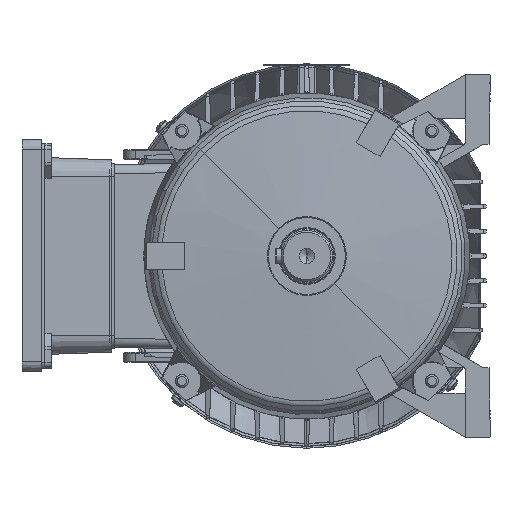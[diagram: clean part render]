
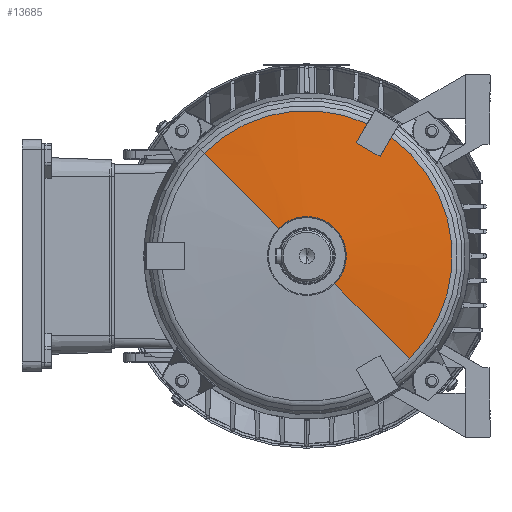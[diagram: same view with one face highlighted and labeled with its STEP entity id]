
A CAD part, left-side view. The second image highlights one B-rep face of the part: STEP entity #13685.
In plain terms, the highlighted conical face has half-angle 85.595 degrees and reference radius 21 mm.
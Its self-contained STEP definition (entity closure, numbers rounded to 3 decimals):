
#1443 = ORIENTED_EDGE ( 'NONE', *, *, #127358, .T. ) ;
#5169 = CARTESIAN_POINT ( 'NONE',  ( -3.575, 66.658, 10.096 ) ) ;
#9721 = EDGE_CURVE ( 'NONE', #68946, #133192, #81817, .T. ) ;
#10726 = CARTESIAN_POINT ( 'NONE',  ( -3.882, 66.64, 25.621 ) ) ;
#13685 = ADVANCED_FACE ( 'NONE', ( #44768 ), #97726, .T. ) ;
#15465 = CARTESIAN_POINT ( 'NONE',  ( -3.575, 62.776, 24.585 ) ) ;
#16016 = CARTESIAN_POINT ( 'NONE',  ( -3.882, 70.522, 11.132 ) ) ;
#16490 = CARTESIAN_POINT ( 'NONE',  ( -4.495, 0., 0. ) ) ;
#18875 = CARTESIAN_POINT ( 'NONE',  ( -3.533, 64.07, 19.756 ) ) ;
#19556 = CARTESIAN_POINT ( 'NONE',  ( -4.495, 78.251, 13.203 ) ) ;
#27168 = ORIENTED_EDGE ( 'NONE', *, *, #124054, .T. ) ;
#27598 = CARTESIAN_POINT ( 'NONE',  ( -4.495, 74.369, 27.692 ) ) ;
#29196 = AXIS2_PLACEMENT_3D ( 'NONE', #138295, #74057, #164018 ) ;
#33167 = EDGE_CURVE ( 'NONE', #133192, #104624, #155350, .T. ) ;
#33839 = CARTESIAN_POINT ( 'NONE',  ( -4.495, 74.369, 27.692 ) ) ;
#36038 = ORIENTED_EDGE ( 'NONE', *, *, #62516, .T. ) ;
#40156 = AXIS2_PLACEMENT_3D ( 'NONE', #43101, #55957, #108259 ) ;
#40552 = DIRECTION ( 'NONE',  ( 1., 0., 0. ) ) ;
#42575 = CARTESIAN_POINT ( 'NONE',  ( -4.188, 74.387, 12.167 ) ) ;
#43101 = CARTESIAN_POINT ( 'NONE',  ( 0., 0., 0. ) ) ;
#44543 = DIRECTION ( 'NONE',  ( -0.077, 0., -0.997 ) ) ;
#44768 = FACE_OUTER_BOUND ( 'NONE', #56045, .T. ) ;
#45282 = VECTOR ( 'NONE', #80914, 1000. ) ;
#46950 = CARTESIAN_POINT ( 'NONE',  ( -3.575, 66.658, 10.096 ) ) ;
#50995 = CARTESIAN_POINT ( 'NONE',  ( 0., 0., 21. ) ) ;
#55451 = CARTESIAN_POINT ( 'NONE',  ( -3.575, 66.658, 10.096 ) ) ;
#55957 = DIRECTION ( 'NONE',  ( -1., 0., 0. ) ) ;
#56045 = EDGE_LOOP ( 'NONE', ( #1443, #62266, #36038, #27168, #69796, #136000, #89061, #168249 ) ) ;
#56444 = AXIS2_PLACEMENT_3D ( 'NONE', #16490, #40552, #118526 ) ;
#57501 = CARTESIAN_POINT ( 'NONE',  ( -3.533, 65.364, 14.926 ) ) ;
#61509 = EDGE_CURVE ( 'NONE', #128415, #104624, #92988, .T. ) ;
#62030 = EDGE_CURVE ( 'NONE', #65016, #68946, #97359, .T. ) ;
#62175 = CARTESIAN_POINT ( 'NONE',  ( -4.188, 70.504, 26.656 ) ) ;
#62266 = ORIENTED_EDGE ( 'NONE', *, *, #136275, .T. ) ;
#62516 = EDGE_CURVE ( 'NONE', #146940, #124707, #73032, .T. ) ;
#65016 = VERTEX_POINT ( 'NONE', #46950 ) ;
#68946 = VERTEX_POINT ( 'NONE', #15465 ) ;
#69796 = ORIENTED_EDGE ( 'NONE', *, *, #62030, .T. ) ;
#72106 = VERTEX_POINT ( 'NONE', #142093 ) ;
#73032 = CIRCLE ( 'NONE', #56444, 79.357 ) ;
#74057 = DIRECTION ( 'NONE',  ( 1., 0., 0. ) ) ;
#80914 = DIRECTION ( 'NONE',  ( -0.077, 0., 0.997 ) ) ;
#81817 = B_SPLINE_CURVE_WITH_KNOTS ( 'NONE', 3,
 ( #85330, #10726, #62175, #33839 ),
 .UNSPECIFIED., .F., .F.,
 ( 4, 4 ),
 ( 0., 0.012 ),
 .UNSPECIFIED. ) ;
#85330 = CARTESIAN_POINT ( 'NONE',  ( -3.575, 62.776, 24.585 ) ) ;
#85477 = CARTESIAN_POINT ( 'NONE',  ( -4.495, 0., 79.357 ) ) ;
#88705 = VECTOR ( 'NONE', #44543, 1000. ) ;
#88771 = B_SPLINE_CURVE_WITH_KNOTS ( 'NONE', 3,
 ( #118074, #42575, #16016, #55451 ),
 .UNSPECIFIED., .F., .F.,
 ( 4, 4 ),
 ( 0., 0.012 ),
 .UNSPECIFIED. ) ;
#89061 = ORIENTED_EDGE ( 'NONE', *, *, #33167, .T. ) ;
#89740 = CARTESIAN_POINT ( 'NONE',  ( -0.043, 0., 0. ) ) ;
#92988 = LINE ( 'NONE', #50995, #45282 ) ;
#97359 = B_SPLINE_CURVE_WITH_KNOTS ( 'NONE', 3,
 ( #5169, #57501, #18875, #109771 ),
 .UNSPECIFIED., .F., .F.,
 ( 4, 4 ),
 ( 0., 0.015 ),
 .UNSPECIFIED. ) ;
#97726 = CONICAL_SURFACE ( 'NONE', #40156, 21., 1.494 ) ;
#97788 = LINE ( 'NONE', #164596, #88705 ) ;
#104624 = VERTEX_POINT ( 'NONE', #85477 ) ;
#108259 = DIRECTION ( 'NONE',  ( 0., 0., 1. ) ) ;
#109771 = CARTESIAN_POINT ( 'NONE',  ( -3.575, 62.776, 24.585 ) ) ;
#114516 = DIRECTION ( 'NONE',  ( -1., 0., 0. ) ) ;
#118074 = CARTESIAN_POINT ( 'NONE',  ( -4.495, 78.251, 13.203 ) ) ;
#118526 = DIRECTION ( 'NONE',  ( 0., 0., -1. ) ) ;
#122941 = AXIS2_PLACEMENT_3D ( 'NONE', #89740, #114516, #166871 ) ;
#124054 = EDGE_CURVE ( 'NONE', #124707, #65016, #88771, .T. ) ;
#124707 = VERTEX_POINT ( 'NONE', #19556 ) ;
#126324 = CARTESIAN_POINT ( 'NONE',  ( -4.495, 0., -79.357 ) ) ;
#127358 = EDGE_CURVE ( 'NONE', #128415, #72106, #139592, .T. ) ;
#128415 = VERTEX_POINT ( 'NONE', #143796 ) ;
#133192 = VERTEX_POINT ( 'NONE', #27598 ) ;
#136000 = ORIENTED_EDGE ( 'NONE', *, *, #9721, .T. ) ;
#136275 = EDGE_CURVE ( 'NONE', #72106, #146940, #97788, .T. ) ;
#138295 = CARTESIAN_POINT ( 'NONE',  ( -4.495, 0., 0. ) ) ;
#139592 = CIRCLE ( 'NONE', #122941, 21.553 ) ;
#142093 = CARTESIAN_POINT ( 'NONE',  ( -0.043, 0., -21.553 ) ) ;
#143796 = CARTESIAN_POINT ( 'NONE',  ( -0.043, 0., 21.553 ) ) ;
#146940 = VERTEX_POINT ( 'NONE', #126324 ) ;
#155350 = CIRCLE ( 'NONE', #29196, 79.357 ) ;
#164018 = DIRECTION ( 'NONE',  ( 0., 0., -1. ) ) ;
#164596 = CARTESIAN_POINT ( 'NONE',  ( 0., 0., -21. ) ) ;
#166871 = DIRECTION ( 'NONE',  ( 0., 0., -1. ) ) ;
#168249 = ORIENTED_EDGE ( 'NONE', *, *, #61509, .F. ) ;
